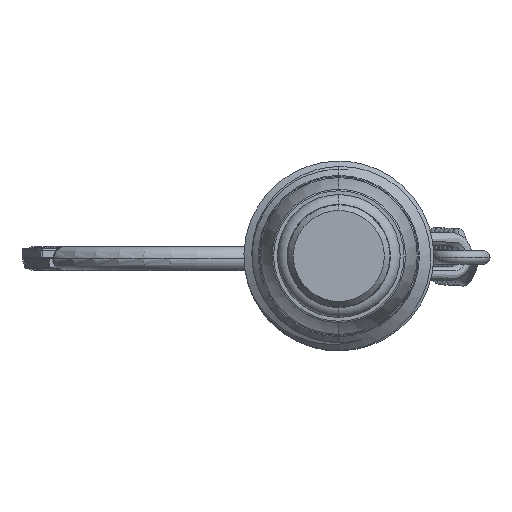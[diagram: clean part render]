
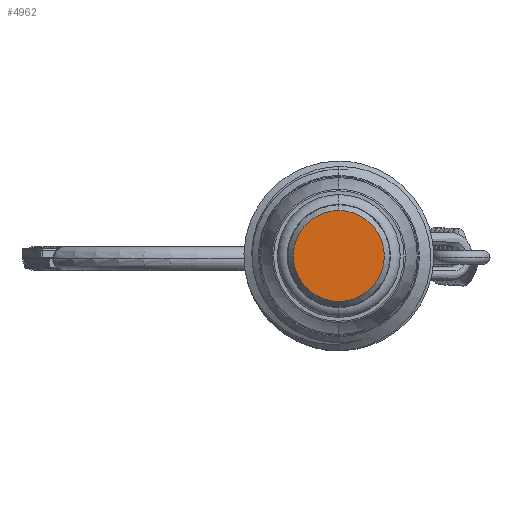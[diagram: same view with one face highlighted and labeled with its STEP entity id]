
A CAD part, left-side view. The second image highlights one B-rep face of the part: STEP entity #4962.
In plain terms, the highlighted planar face has unit normal (-1, 0, 0).
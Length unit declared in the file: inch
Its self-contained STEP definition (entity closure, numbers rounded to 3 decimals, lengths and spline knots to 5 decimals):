
#201 = CARTESIAN_POINT ( 'NONE',  ( 0., 0., 0.21027 ) ) ;
#381 = DIRECTION ( 'NONE',  ( -1., 0., 0. ) ) ;
#527 = CARTESIAN_POINT ( 'NONE',  ( 0., 0., 0. ) ) ;
#852 = EDGE_CURVE ( 'NONE', #8366, #2513, #3011, .T. ) ;
#1140 = ORIENTED_EDGE ( 'NONE', *, *, #852, .T. ) ;
#1141 = PLANE ( 'NONE',  #3897 ) ;
#1933 = DIRECTION ( 'NONE',  ( 0., 0., -1. ) ) ;
#2278 = AXIS2_PLACEMENT_3D ( 'NONE', #7592, #381, #2787 ) ;
#2357 = CIRCLE ( 'NONE', #9877, 0.21027 ) ;
#2513 = VERTEX_POINT ( 'NONE', #9164 ) ;
#2787 = DIRECTION ( 'NONE',  ( 0., 0., 1. ) ) ;
#2813 = CARTESIAN_POINT ( 'NONE',  ( 0., 0.21027, 0. ) ) ;
#2923 = DIRECTION ( 'NONE',  ( -1., 0., 0. ) ) ;
#3011 = CIRCLE ( 'NONE', #2278, 0.21027 ) ;
#3897 = AXIS2_PLACEMENT_3D ( 'NONE', #2813, #9181, #1933 ) ;
#4137 = EDGE_CURVE ( 'NONE', #2513, #8366, #2357, .T. ) ;
#4535 = DIRECTION ( 'NONE',  ( 0., 0., 1. ) ) ;
#4962 = ADVANCED_FACE ( 'NONE', ( #7195 ), #1141, .F. ) ;
#6276 = EDGE_LOOP ( 'NONE', ( #1140, #7984 ) ) ;
#7195 = FACE_OUTER_BOUND ( 'NONE', #6276, .T. ) ;
#7592 = CARTESIAN_POINT ( 'NONE',  ( 0., 0., 0. ) ) ;
#7984 = ORIENTED_EDGE ( 'NONE', *, *, #4137, .T. ) ;
#8366 = VERTEX_POINT ( 'NONE', #201 ) ;
#9164 = CARTESIAN_POINT ( 'NONE',  ( 0., 0., -0.21027 ) ) ;
#9181 = DIRECTION ( 'NONE',  ( 1., 0., 0. ) ) ;
#9877 = AXIS2_PLACEMENT_3D ( 'NONE', #527, #2923, #4535 ) ;
